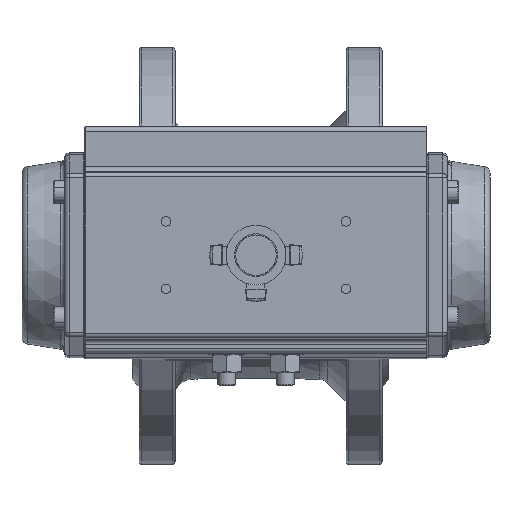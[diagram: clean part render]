
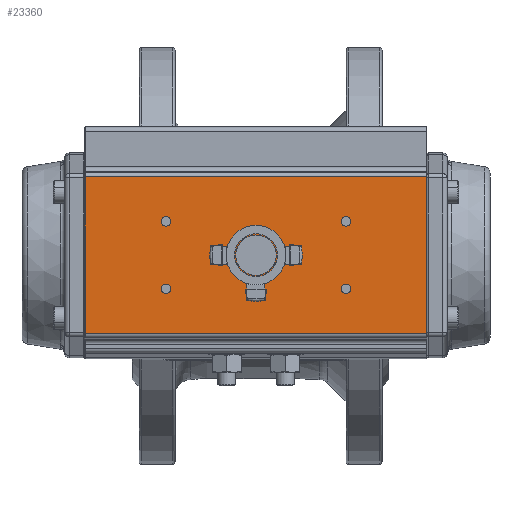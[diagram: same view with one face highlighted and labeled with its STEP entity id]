
A CAD part, top view. The second image highlights one B-rep face of the part: STEP entity #23360.
In plain terms, the highlighted planar face has unit normal (0, 0, 1).
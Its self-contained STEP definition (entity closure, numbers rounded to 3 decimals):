
#23221=CARTESIAN_POINT('',(76.,-34.843,217.));
#23222=DIRECTION('',(-0.,0.,-1.));
#23223=DIRECTION('',(-0.,1.,0.));
#23224=AXIS2_PLACEMENT_3D('',#23221,#23222,#23223);
#23225=PLANE('',#23224);
#23226=CARTESIAN_POINT('',(-37.9,-15.,217.));
#23227=VERTEX_POINT('',#23226);
#23228=CARTESIAN_POINT('',(-42.1,-15.,217.));
#23229=VERTEX_POINT('',#23228);
#23230=CARTESIAN_POINT('',(-40.,-15.,217.));
#23231=DIRECTION('',(0.,0.,1.));
#23232=DIRECTION('',(1.,0.,-0.));
#23233=AXIS2_PLACEMENT_3D('',#23230,#23231,#23232);
#23234=CIRCLE('',#23233,2.1);
#23235=EDGE_CURVE('NONE',#23227,#23229,#23234,.T.);
#23236=ORIENTED_EDGE('',*,*,#23235,.F.);
#23237=CARTESIAN_POINT('',(-40.,-15.,217.));
#23238=DIRECTION('',(0.,0.,1.));
#23239=DIRECTION('',(1.,0.,-0.));
#23240=AXIS2_PLACEMENT_3D('',#23237,#23238,#23239);
#23241=CIRCLE('',#23240,2.1);
#23242=EDGE_CURVE('NONE',#23229,#23227,#23241,.T.);
#23243=ORIENTED_EDGE('',*,*,#23242,.F.);
#23244=EDGE_LOOP('',(#23236,#23243));
#23245=FACE_BOUND('',#23244,.T.);
#23246=CARTESIAN_POINT('',(-37.9,15.,217.));
#23247=VERTEX_POINT('',#23246);
#23248=CARTESIAN_POINT('',(-42.1,15.,217.));
#23249=VERTEX_POINT('',#23248);
#23250=CARTESIAN_POINT('',(-40.,15.,217.));
#23251=DIRECTION('',(0.,0.,1.));
#23252=DIRECTION('',(1.,0.,-0.));
#23253=AXIS2_PLACEMENT_3D('',#23250,#23251,#23252);
#23254=CIRCLE('',#23253,2.1);
#23255=EDGE_CURVE('NONE',#23247,#23249,#23254,.T.);
#23256=ORIENTED_EDGE('',*,*,#23255,.F.);
#23257=CARTESIAN_POINT('',(-40.,15.,217.));
#23258=DIRECTION('',(0.,0.,1.));
#23259=DIRECTION('',(1.,0.,-0.));
#23260=AXIS2_PLACEMENT_3D('',#23257,#23258,#23259);
#23261=CIRCLE('',#23260,2.1);
#23262=EDGE_CURVE('NONE',#23249,#23247,#23261,.T.);
#23263=ORIENTED_EDGE('',*,*,#23262,.F.);
#23264=EDGE_LOOP('',(#23256,#23263));
#23265=FACE_BOUND('',#23264,.T.);
#23266=CARTESIAN_POINT('',(42.1,15.,217.));
#23267=VERTEX_POINT('',#23266);
#23268=CARTESIAN_POINT('',(37.9,15.,217.));
#23269=VERTEX_POINT('',#23268);
#23270=CARTESIAN_POINT('',(40.,15.,217.));
#23271=DIRECTION('',(0.,0.,1.));
#23272=DIRECTION('',(1.,0.,-0.));
#23273=AXIS2_PLACEMENT_3D('',#23270,#23271,#23272);
#23274=CIRCLE('',#23273,2.1);
#23275=EDGE_CURVE('NONE',#23267,#23269,#23274,.T.);
#23276=ORIENTED_EDGE('',*,*,#23275,.F.);
#23277=CARTESIAN_POINT('',(40.,15.,217.));
#23278=DIRECTION('',(0.,0.,1.));
#23279=DIRECTION('',(1.,0.,-0.));
#23280=AXIS2_PLACEMENT_3D('',#23277,#23278,#23279);
#23281=CIRCLE('',#23280,2.1);
#23282=EDGE_CURVE('NONE',#23269,#23267,#23281,.T.);
#23283=ORIENTED_EDGE('',*,*,#23282,.F.);
#23284=EDGE_LOOP('',(#23276,#23283));
#23285=FACE_BOUND('',#23284,.T.);
#23286=CARTESIAN_POINT('',(42.1,-15.,217.));
#23287=VERTEX_POINT('',#23286);
#23288=CARTESIAN_POINT('',(37.9,-15.,217.));
#23289=VERTEX_POINT('',#23288);
#23290=CARTESIAN_POINT('',(40.,-15.,217.));
#23291=DIRECTION('',(0.,0.,1.));
#23292=DIRECTION('',(1.,0.,-0.));
#23293=AXIS2_PLACEMENT_3D('',#23290,#23291,#23292);
#23294=CIRCLE('',#23293,2.1);
#23295=EDGE_CURVE('NONE',#23287,#23289,#23294,.T.);
#23296=ORIENTED_EDGE('',*,*,#23295,.F.);
#23297=CARTESIAN_POINT('',(40.,-15.,217.));
#23298=DIRECTION('',(0.,0.,1.));
#23299=DIRECTION('',(1.,0.,-0.));
#23300=AXIS2_PLACEMENT_3D('',#23297,#23298,#23299);
#23301=CIRCLE('',#23300,2.1);
#23302=EDGE_CURVE('NONE',#23289,#23287,#23301,.T.);
#23303=ORIENTED_EDGE('',*,*,#23302,.F.);
#23304=EDGE_LOOP('',(#23296,#23303));
#23305=FACE_BOUND('',#23304,.T.);
#23306=CARTESIAN_POINT('',(75.845,34.843,217.));
#23307=VERTEX_POINT('',#23306);
#23308=CARTESIAN_POINT('',(-75.845,34.843,217.));
#23309=VERTEX_POINT('',#23308);
#23310=CARTESIAN_POINT('',(75.845,34.843,217.));
#23311=DIRECTION('',(-1.,-0.,0.));
#23312=VECTOR('',#23311,151.689);
#23313=LINE('',#23310,#23312);
#23314=EDGE_CURVE('',#23307,#23309,#23313,.T.);
#23315=ORIENTED_EDGE('',*,*,#23314,.T.);
#23316=CARTESIAN_POINT('',(-75.845,-34.843,217.));
#23317=VERTEX_POINT('',#23316);
#23318=CARTESIAN_POINT('',(-75.845,34.843,217.));
#23319=DIRECTION('',(0.,-1.,-0.));
#23320=VECTOR('',#23319,69.686);
#23321=LINE('',#23318,#23320);
#23322=EDGE_CURVE('',#23309,#23317,#23321,.T.);
#23323=ORIENTED_EDGE('',*,*,#23322,.T.);
#23324=CARTESIAN_POINT('',(75.845,-34.843,217.));
#23325=VERTEX_POINT('',#23324);
#23326=CARTESIAN_POINT('',(75.845,-34.843,217.));
#23327=DIRECTION('',(-1.,-0.,0.));
#23328=VECTOR('',#23327,151.689);
#23329=LINE('',#23326,#23328);
#23330=EDGE_CURVE('',#23325,#23317,#23329,.T.);
#23331=ORIENTED_EDGE('',*,*,#23330,.F.);
#23332=CARTESIAN_POINT('',(75.845,-34.843,217.));
#23333=DIRECTION('',(-0.,1.,0.));
#23334=VECTOR('',#23333,69.686);
#23335=LINE('',#23332,#23334);
#23336=EDGE_CURVE('',#23325,#23307,#23335,.T.);
#23337=ORIENTED_EDGE('',*,*,#23336,.T.);
#23338=EDGE_LOOP('',(#23315,#23323,#23331,#23337));
#23339=FACE_BOUND('',#23338,.T.);
#23340=CARTESIAN_POINT('',(-9.,0.,217.));
#23341=VERTEX_POINT('',#23340);
#23342=CARTESIAN_POINT('',(9.,0.,217.));
#23343=VERTEX_POINT('',#23342);
#23344=CARTESIAN_POINT('',(0.,0.,217.));
#23345=DIRECTION('',(-0.,0.,-1.));
#23346=DIRECTION('',(1.,0.,-0.));
#23347=AXIS2_PLACEMENT_3D('',#23344,#23345,#23346);
#23348=CIRCLE('',#23347,9.);
#23349=EDGE_CURVE('',#23341,#23343,#23348,.T.);
#23350=ORIENTED_EDGE('',*,*,#23349,.T.);
#23351=CARTESIAN_POINT('',(0.,0.,217.));
#23352=DIRECTION('',(-0.,0.,-1.));
#23353=DIRECTION('',(1.,0.,-0.));
#23354=AXIS2_PLACEMENT_3D('',#23351,#23352,#23353);
#23355=CIRCLE('',#23354,9.);
#23356=EDGE_CURVE('',#23343,#23341,#23355,.T.);
#23357=ORIENTED_EDGE('',*,*,#23356,.T.);
#23358=EDGE_LOOP('',(#23350,#23357));
#23359=FACE_BOUND('',#23358,.T.);
#23360=ADVANCED_FACE('',(#23245,#23265,#23285,#23305,#23339,#23359),#23225,.F.);
